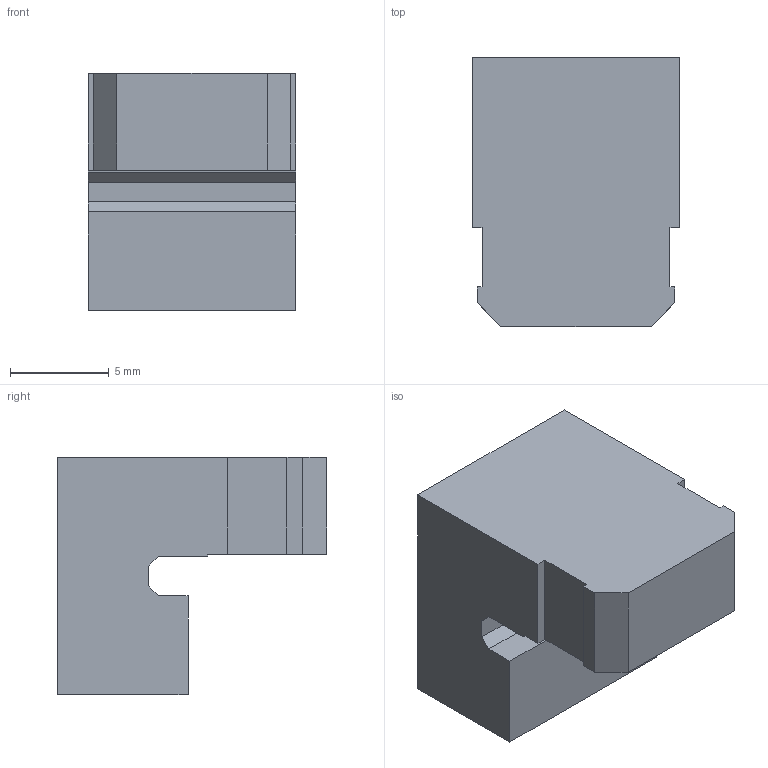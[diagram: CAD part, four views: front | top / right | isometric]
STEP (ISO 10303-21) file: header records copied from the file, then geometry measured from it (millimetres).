
FILE_DESCRIPTION(/* description */ (''),/* implementation_level */ '2;1');
FILE_NAME(/* name */ 'Caliper Data Port Connector - 5 pin.step',/* time_stamp */ '2022-05-29T10:06:40-04:00',/* author */ (''),/* organization */ (''),/* preprocessor_version */ 'ST-DEVELOPER v19',/* originating_system */ 'Autodesk Translation Framework v11.7.0.108',/* authorisation */ '');
FILE_SCHEMA (('AUTOMOTIVE_DESIGN { 1 0 10303 214 3 1 1 }'));
Length unit declared in the file: millimetre
Products named in the file (1): Data Port Connector
Bounding box: 10.5 x 13.6 x 12 mm (x, y, z)
Volume: 757.5 mm3; surface area: 1174.4 mm2
Topology: 1 solids, 1 shells, 114 faces, 366 edges, 244 vertices
Faces by surface type: plane 104, cylinder 10
Entity records: 4027 total; most frequent: ORIENTED_EDGE 732, CARTESIAN_POINT 725, DIRECTION 616, EDGE_CURVE 366, LINE 346, VECTOR 346, VERTEX_POINT 244, AXIS2_PLACEMENT_3D 135
